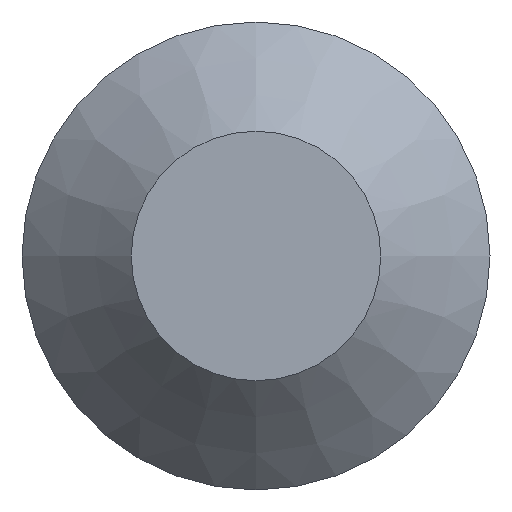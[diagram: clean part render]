
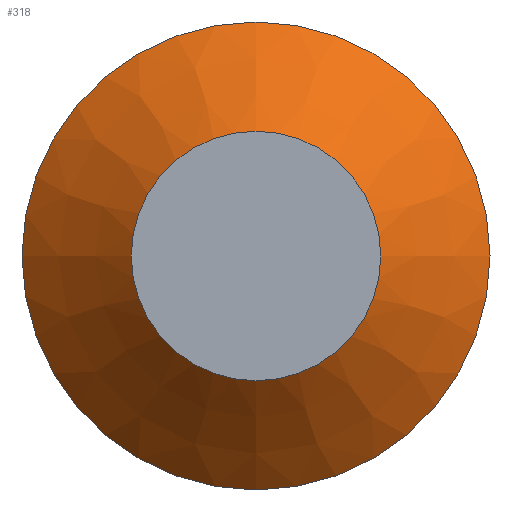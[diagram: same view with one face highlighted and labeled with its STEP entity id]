
A CAD part, front view. The second image highlights one B-rep face of the part: STEP entity #318.
In plain terms, the highlighted conical face has half-angle 45 degrees and reference radius 3.575 mm.
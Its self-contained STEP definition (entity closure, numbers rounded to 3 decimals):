
#64=CONICAL_SURFACE('',#341,3.575,45.);
#68=FACE_BOUND('',#109,.T.);
#88=FACE_OUTER_BOUND('',#108,.T.);
#108=EDGE_LOOP('',(#211));
#109=EDGE_LOOP('',(#212));
#130=CIRCLE('',#340,2.);
#131=CIRCLE('',#342,3.75);
#135=VERTEX_POINT('',#428);
#136=VERTEX_POINT('',#431);
#166=EDGE_CURVE('',#135,#135,#130,.T.);
#167=EDGE_CURVE('',#136,#136,#131,.T.);
#211=ORIENTED_EDGE('',*,*,#167,.T.);
#212=ORIENTED_EDGE('',*,*,#166,.T.);
#318=ADVANCED_FACE('',(#88,#68),#64,.T.);
#340=AXIS2_PLACEMENT_3D('',#429,#369,#370);
#341=AXIS2_PLACEMENT_3D('',#430,#371,#372);
#342=AXIS2_PLACEMENT_3D('',#432,#373,#374);
#369=DIRECTION('center_axis',(0.,1.,0.));
#370=DIRECTION('ref_axis',(0.829,0.,0.559));
#371=DIRECTION('center_axis',(0.,1.,0.));
#372=DIRECTION('ref_axis',(0.829,0.,0.559));
#373=DIRECTION('center_axis',(0.,-1.,0.));
#374=DIRECTION('ref_axis',(0.829,0.,-0.559));
#428=CARTESIAN_POINT('',(46.254,48.517,0.));
#429=CARTESIAN_POINT('Origin',(44.254,48.517,0.));
#430=CARTESIAN_POINT('Origin',(44.254,50.092,0.));
#431=CARTESIAN_POINT('',(48.004,50.267,0.));
#432=CARTESIAN_POINT('Origin',(44.254,50.267,0.));
